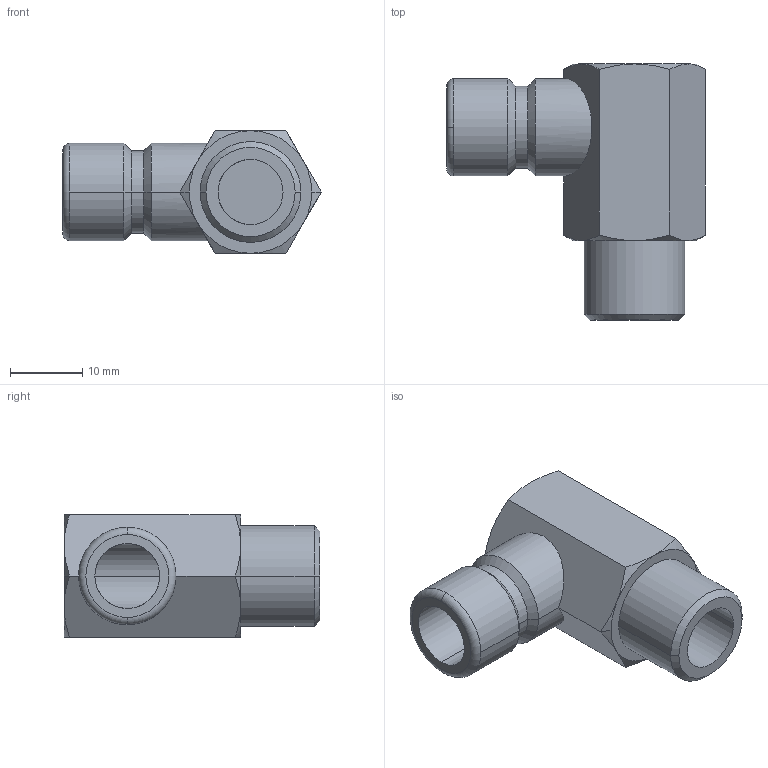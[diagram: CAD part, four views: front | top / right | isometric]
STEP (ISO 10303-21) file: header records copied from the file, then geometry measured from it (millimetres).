
FILE_DESCRIPTION(('STEP AP214'),'1');
FILE_NAME('esd_1415_na-90.stp','2020-04-22T06:13:19',('TraceParts'),('TraceParts S.A.'),'Spatial InterOp 3D',' ',' ');
FILE_SCHEMA(('automotive_design'));
Length unit declared in the file: millimetre
Products named in the file (1): 1
Bounding box: 35.87 x 35.5 x 17 mm (x, y, z)
Volume: 6824.6 mm3; surface area: 4548.6 mm2
Topology: 1 solids, 1 shells, 47 faces, 105 edges, 61 vertices
Faces by surface type: cone 22, cylinder 12, plane 11, torus 2
Entity records: 1802 total; most frequent: CARTESIAN_POINT 410, DIRECTION 220, ORIENTED_EDGE 210, EDGE_CURVE 105, AXIS2_PLACEMENT_3D 95, VERTEX_POINT 61, EDGE_LOOP 50, STYLED_ITEM 47
